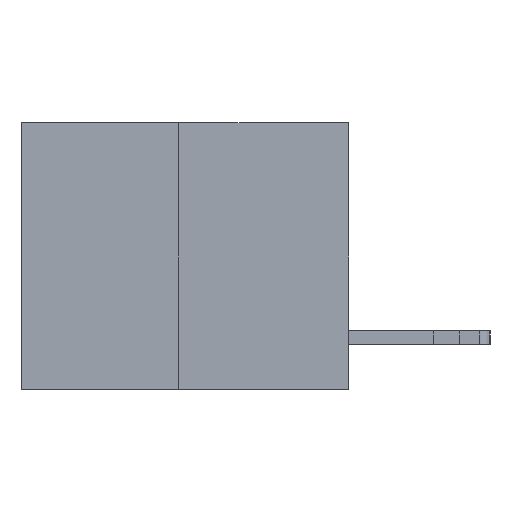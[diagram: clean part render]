
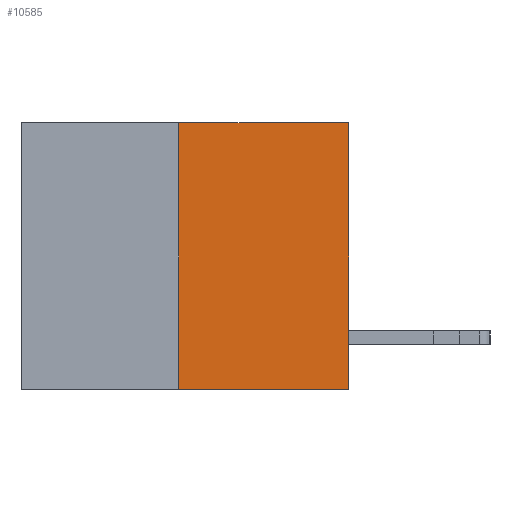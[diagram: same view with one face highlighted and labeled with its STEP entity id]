
A CAD part, left-side view. The second image highlights one B-rep face of the part: STEP entity #10585.
In plain terms, the highlighted planar face has unit normal (-1, 0, 0).
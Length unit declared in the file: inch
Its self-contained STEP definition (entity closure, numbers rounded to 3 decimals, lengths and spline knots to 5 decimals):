
#580 = VERTEX_POINT ( 'NONE', #28012 ) ;
#1188 = CARTESIAN_POINT ( 'NONE',  ( 0., 0., 0. ) ) ;
#1789 = FACE_OUTER_BOUND ( 'NONE', #16798, .T. ) ;
#2423 = CARTESIAN_POINT ( 'NONE',  ( 0., 0.6, -0.49 ) ) ;
#2601 = VERTEX_POINT ( 'NONE', #21308 ) ;
#4104 = VECTOR ( 'NONE', #16925, 39.37008 ) ;
#6628 = DIRECTION ( 'NONE',  ( 1., 0., 0. ) ) ;
#7398 = AXIS2_PLACEMENT_3D ( 'NONE', #22696, #6628, #8968 ) ;
#8968 = DIRECTION ( 'NONE',  ( 0., 0., -1. ) ) ;
#10432 = ORIENTED_EDGE ( 'NONE', *, *, #13645, .F. ) ;
#10585 = ADVANCED_FACE ( 'NONE', ( #1789 ), #22486, .F. ) ;
#12053 = CARTESIAN_POINT ( 'NONE',  ( 0., 0.6, 0. ) ) ;
#12920 = CARTESIAN_POINT ( 'NONE',  ( 0., 0.312, 0. ) ) ;
#13645 = EDGE_CURVE ( 'NONE', #2601, #28892, #18161, .T. ) ;
#15767 = LINE ( 'NONE', #12053, #23589 ) ;
#16338 = EDGE_CURVE ( 'NONE', #580, #17403, #26933, .T. ) ;
#16798 = EDGE_LOOP ( 'NONE', ( #10432, #22722, #18914, #17127 ) ) ;
#16925 = DIRECTION ( 'NONE',  ( 0., 0., 1. ) ) ;
#17127 = ORIENTED_EDGE ( 'NONE', *, *, #19899, .F. ) ;
#17403 = VERTEX_POINT ( 'NONE', #28049 ) ;
#18161 = LINE ( 'NONE', #25837, #4104 ) ;
#18553 = DIRECTION ( 'NONE',  ( 0., -1., 0. ) ) ;
#18914 = ORIENTED_EDGE ( 'NONE', *, *, #16338, .T. ) ;
#19899 = EDGE_CURVE ( 'NONE', #28892, #17403, #15767, .T. ) ;
#21308 = CARTESIAN_POINT ( 'NONE',  ( 0., 0.312, -0.49 ) ) ;
#21406 = LINE ( 'NONE', #2423, #28447 ) ;
#22486 = PLANE ( 'NONE',  #7398 ) ;
#22696 = CARTESIAN_POINT ( 'NONE',  ( 0., 0.6, 0. ) ) ;
#22722 = ORIENTED_EDGE ( 'NONE', *, *, #24695, .T. ) ;
#23419 = VECTOR ( 'NONE', #28577, 39.37008 ) ;
#23589 = VECTOR ( 'NONE', #18553, 39.37008 ) ;
#24695 = EDGE_CURVE ( 'NONE', #2601, #580, #21406, .T. ) ;
#25837 = CARTESIAN_POINT ( 'NONE',  ( 0., 0.312, -0.49 ) ) ;
#26933 = LINE ( 'NONE', #1188, #23419 ) ;
#27367 = DIRECTION ( 'NONE',  ( 0., -1., 0. ) ) ;
#28012 = CARTESIAN_POINT ( 'NONE',  ( 0., 0., -0.49 ) ) ;
#28049 = CARTESIAN_POINT ( 'NONE',  ( 0., 0., 0. ) ) ;
#28447 = VECTOR ( 'NONE', #27367, 39.37008 ) ;
#28577 = DIRECTION ( 'NONE',  ( 0., 0., 1. ) ) ;
#28892 = VERTEX_POINT ( 'NONE', #12920 ) ;
